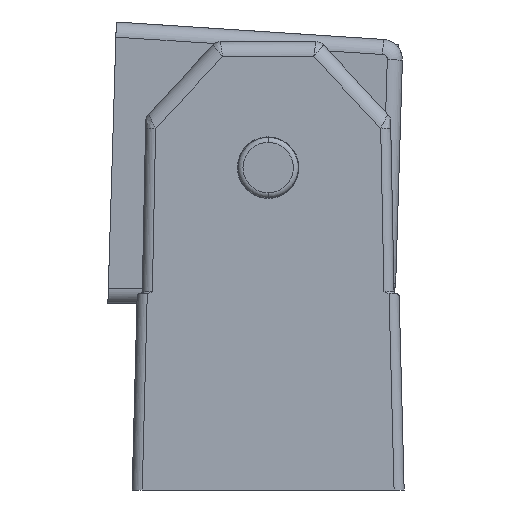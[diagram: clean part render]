
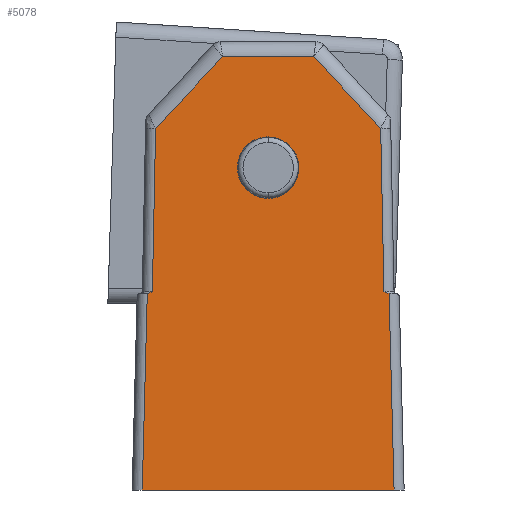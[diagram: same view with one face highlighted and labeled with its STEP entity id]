
A CAD part, front view. The second image highlights one B-rep face of the part: STEP entity #5078.
In plain terms, the highlighted planar face has unit normal (0, -1, 0.009).
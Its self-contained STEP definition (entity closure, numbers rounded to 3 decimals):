
#163 = CARTESIAN_POINT ( 'NONE',  ( 0., 0.253, -3.05 ) ) ;
#184 = CARTESIAN_POINT ( 'NONE',  ( 0., 0.306, 3.05 ) ) ;
#206 = CARTESIAN_POINT ( 'NONE',  ( -6.1, 0.306, 3.05 ) ) ;
#270 = CARTESIAN_POINT ( 'NONE',  ( -6.1, 0.253, -3.05 ) ) ;
#308 = AXIS2_PLACEMENT_3D ( 'NONE', #31467, #31119, #31306 ) ;
#871 = ORIENTED_EDGE ( 'NONE', *, *, #17793, .T. ) ;
#872 = ORIENTED_EDGE ( 'NONE', *, *, #17790, .T. ) ;
#873 = ORIENTED_EDGE ( 'NONE', *, *, #33744, .T. ) ;
#874 = ORIENTED_EDGE ( 'NONE', *, *, #6987, .T. ) ;
#940 = VERTEX_POINT ( 'NONE', #33104 ) ;
#1003 = VERTEX_POINT ( 'NONE', #33331 ) ;
#2696 = EDGE_LOOP ( 'NONE', ( #872, #874 ) ) ;
#2709 = EDGE_LOOP ( 'NONE', ( #873, #871, #12266, #11686, #11688, #11687, #11689, #11690, #11691, #11692 ) ) ;
#4016 = CARTESIAN_POINT ( 'NONE',  ( 11.172, 0.313, 3.894 ) ) ;
#4024 = CARTESIAN_POINT ( 'NONE',  ( 11.496, 0.172, -12.302 ) ) ;
#4031 = CARTESIAN_POINT ( 'NONE',  ( -11.172, 0.313, 3.894 ) ) ;
#4102 = CARTESIAN_POINT ( 'NONE',  ( 11.999, 0.17, -12.484 ) ) ;
#4104 = CARTESIAN_POINT ( 'NONE',  ( -11.999, 0.17, -12.484 ) ) ;
#4127 = CARTESIAN_POINT ( 'NONE',  ( -12.5, 0., -32. ) ) ;
#4139 = CARTESIAN_POINT ( 'NONE',  ( -11.496, 0.172, -12.302 ) ) ;
#4153 = CARTESIAN_POINT ( 'NONE',  ( 12.5, 0., -32. ) ) ;
#4155 = CARTESIAN_POINT ( 'NONE',  ( 4.526, 0.375, 11.013 ) ) ;
#4222 = CARTESIAN_POINT ( 'NONE',  ( -4.526, 0.375, 11.013 ) ) ;
#4880 = LINE ( 'NONE', #10219, #6379 ) ;
#4893 = EDGE_CURVE ( 'NONE', #14290, #14289, #4880, .T. ) ;
#5036 = FACE_BOUND ( 'NONE', #2696, .T. ) ;
#5038 = FACE_OUTER_BOUND ( 'NONE', #2709, .T. ) ;
#5078 = ADVANCED_FACE ( 'NONE', ( #5036, #5038 ), #31208, .T. ) ;
#5504 = LINE ( 'NONE', #30043, #9085 ) ;
#5506 = LINE ( 'NONE', #29858, #9089 ) ;
#5508 = LINE ( 'NONE', #29963, #9102 ) ;
#5509 = LINE ( 'NONE', #30016, #9090 ) ;
#5511 = LINE ( 'NONE', #29953, #9147 ) ;
#5513 = LINE ( 'NONE', #30030, #9173 ) ;
#6379 = VECTOR ( 'NONE', #10322, 1000. ) ;
#6507 =( BOUNDED_CURVE ( )  B_SPLINE_CURVE ( 3, ( #20405, #20406, #20407, #20408 ),
 .UNSPECIFIED., .F., .T. ) 
 B_SPLINE_CURVE_WITH_KNOTS ( ( 4, 4 ),
 ( 0., 3.142 ),
 .UNSPECIFIED. ) 
 CURVE ( )  GEOMETRIC_REPRESENTATION_ITEM ( )  RATIONAL_B_SPLINE_CURVE ( ( 1., 0.333, 0.333, 1. ) ) 
 REPRESENTATION_ITEM ( '' )  );
#6987 = EDGE_CURVE ( 'NONE', #1003, #940, #17889, .T. ) ;
#7047 = EDGE_CURVE ( 'NONE', #14290, #14268, #5504, .T. ) ;
#7048 = EDGE_CURVE ( 'NONE', #14268, #14267, #9502, .T. ) ;
#7049 = EDGE_CURVE ( 'NONE', #14267, #14266, #5506, .T. ) ;
#7050 = EDGE_CURVE ( 'NONE', #14266, #14265, #5508, .T. ) ;
#7051 = EDGE_CURVE ( 'NONE', #14265, #14264, #5509, .T. ) ;
#7052 = EDGE_CURVE ( 'NONE', #14264, #14263, #5511, .T. ) ;
#7053 = EDGE_CURVE ( 'NONE', #14263, #14270, #5513, .T. ) ;
#9085 = VECTOR ( 'NONE', #29800, 1000. ) ;
#9089 = VECTOR ( 'NONE', #30044, 1000. ) ;
#9090 = VECTOR ( 'NONE', #29995, 1000. ) ;
#9102 = VECTOR ( 'NONE', #29728, 1000. ) ;
#9147 = VECTOR ( 'NONE', #29937, 1000. ) ;
#9173 = VECTOR ( 'NONE', #29958, 1000. ) ;
#9502 = B_SPLINE_CURVE_WITH_KNOTS ( 'NONE', 3,
 ( #30012, #30031, #29735, #29809 ),
 .UNSPECIFIED., .F., .F.,
 ( 4, 4 ),
 ( 0., 0.001 ),
 .UNSPECIFIED. ) ;
#9637 = B_SPLINE_CURVE_WITH_KNOTS ( 'NONE', 3,
 ( #27977, #27978, #27979, #27980 ),
 .UNSPECIFIED., .F., .F.,
 ( 4, 4 ),
 ( 0., 0.001 ),
 .UNSPECIFIED. ) ;
#10219 = CARTESIAN_POINT ( 'NONE',  ( -13.5, 0., -32. ) ) ;
#10322 = DIRECTION ( 'NONE',  ( -1., 0., 0. ) ) ;
#11686 = ORIENTED_EDGE ( 'NONE', *, *, #7047, .T. ) ;
#11687 = ORIENTED_EDGE ( 'NONE', *, *, #7049, .T. ) ;
#11688 = ORIENTED_EDGE ( 'NONE', *, *, #7048, .T. ) ;
#11689 = ORIENTED_EDGE ( 'NONE', *, *, #7050, .T. ) ;
#11690 = ORIENTED_EDGE ( 'NONE', *, *, #7051, .T. ) ;
#11691 = ORIENTED_EDGE ( 'NONE', *, *, #7052, .T. ) ;
#11692 = ORIENTED_EDGE ( 'NONE', *, *, #7053, .T. ) ;
#12266 = ORIENTED_EDGE ( 'NONE', *, *, #4893, .F. ) ;
#14263 = VERTEX_POINT ( 'NONE', #4031 ) ;
#14264 = VERTEX_POINT ( 'NONE', #4222 ) ;
#14265 = VERTEX_POINT ( 'NONE', #4155 ) ;
#14266 = VERTEX_POINT ( 'NONE', #4016 ) ;
#14267 = VERTEX_POINT ( 'NONE', #4024 ) ;
#14268 = VERTEX_POINT ( 'NONE', #4102 ) ;
#14269 = VERTEX_POINT ( 'NONE', #4104 ) ;
#14270 = VERTEX_POINT ( 'NONE', #4139 ) ;
#14289 = VERTEX_POINT ( 'NONE', #4127 ) ;
#14290 = VERTEX_POINT ( 'NONE', #4153 ) ;
#17790 = EDGE_CURVE ( 'NONE', #940, #1003, #6507, .T. ) ;
#17793 = EDGE_CURVE ( 'NONE', #14269, #14289, #18639, .T. ) ;
#17889 =( BOUNDED_CURVE ( )  B_SPLINE_CURVE ( 3, ( #163, #270, #206, #184 ),
 .UNSPECIFIED., .F., .T. ) 
 B_SPLINE_CURVE_WITH_KNOTS ( ( 4, 4 ),
 ( 3.142, 6.283 ),
 .UNSPECIFIED. ) 
 CURVE ( )  GEOMETRIC_REPRESENTATION_ITEM ( )  RATIONAL_B_SPLINE_CURVE ( ( 1., 0.333, 0.333, 1. ) ) 
 REPRESENTATION_ITEM ( '' )  );
#18639 = LINE ( 'NONE', #20413, #20897 ) ;
#20405 = CARTESIAN_POINT ( 'NONE',  ( 0., 0.306, 3.05 ) ) ;
#20406 = CARTESIAN_POINT ( 'NONE',  ( 6.1, 0.306, 3.05 ) ) ;
#20407 = CARTESIAN_POINT ( 'NONE',  ( 6.1, 0.253, -3.05 ) ) ;
#20408 = CARTESIAN_POINT ( 'NONE',  ( 0., 0.253, -3.05 ) ) ;
#20413 = CARTESIAN_POINT ( 'NONE',  ( -12.501, 0., -32.026 ) ) ;
#20414 = DIRECTION ( 'NONE',  ( -0.026, -0.009, -1. ) ) ;
#20897 = VECTOR ( 'NONE', #20414, 1000. ) ;
#27977 = CARTESIAN_POINT ( 'NONE',  ( -11.496, 0.172, -12.302 ) ) ;
#27978 = CARTESIAN_POINT ( 'NONE',  ( -11.659, 0.171, -12.375 ) ) ;
#27979 = CARTESIAN_POINT ( 'NONE',  ( -11.825, 0.171, -12.45 ) ) ;
#27980 = CARTESIAN_POINT ( 'NONE',  ( -11.999, 0.17, -12.484 ) ) ;
#29728 = DIRECTION ( 'NONE',  ( -0.682, 0.006, 0.731 ) ) ;
#29735 = CARTESIAN_POINT ( 'NONE',  ( 11.658, 0.171, -12.374 ) ) ;
#29800 = DIRECTION ( 'NONE',  ( -0.026, 0.009, 1. ) ) ;
#29809 = CARTESIAN_POINT ( 'NONE',  ( 11.496, 0.172, -12.302 ) ) ;
#29858 = CARTESIAN_POINT ( 'NONE',  ( 11.88, 0.004, -31.492 ) ) ;
#29937 = DIRECTION ( 'NONE',  ( -0.682, -0.006, -0.731 ) ) ;
#29953 = CARTESIAN_POINT ( 'NONE',  ( -11.059, 0.314, 4.015 ) ) ;
#29958 = DIRECTION ( 'NONE',  ( -0.02, -0.009, -1. ) ) ;
#29963 = CARTESIAN_POINT ( 'NONE',  ( 4.088, 0.379, 11.483 ) ) ;
#29995 = DIRECTION ( 'NONE',  ( -1., 0., 0. ) ) ;
#30012 = CARTESIAN_POINT ( 'NONE',  ( 11.999, 0.17, -12.484 ) ) ;
#30016 = CARTESIAN_POINT ( 'NONE',  ( -13.5, 0.375, 11.013 ) ) ;
#30030 = CARTESIAN_POINT ( 'NONE',  ( -11.891, 0., -32.032 ) ) ;
#30031 = CARTESIAN_POINT ( 'NONE',  ( 11.825, 0.171, -12.45 ) ) ;
#30043 = CARTESIAN_POINT ( 'NONE',  ( 12.483, 0.006, -31.334 ) ) ;
#30044 = DIRECTION ( 'NONE',  ( -0.02, 0.009, 1. ) ) ;
#31119 = DIRECTION ( 'NONE',  ( 0., -1., 0.009 ) ) ;
#31208 = PLANE ( 'NONE',  #308 ) ;
#31306 = DIRECTION ( 'NONE',  ( 0., -0.009, -1. ) ) ;
#31467 = CARTESIAN_POINT ( 'NONE',  ( -13.5, 0., -32. ) ) ;
#33104 = CARTESIAN_POINT ( 'NONE',  ( 0., 0.306, 3.05 ) ) ;
#33331 = CARTESIAN_POINT ( 'NONE',  ( 0., 0.253, -3.05 ) ) ;
#33744 = EDGE_CURVE ( 'NONE', #14270, #14269, #9637, .T. ) ;
